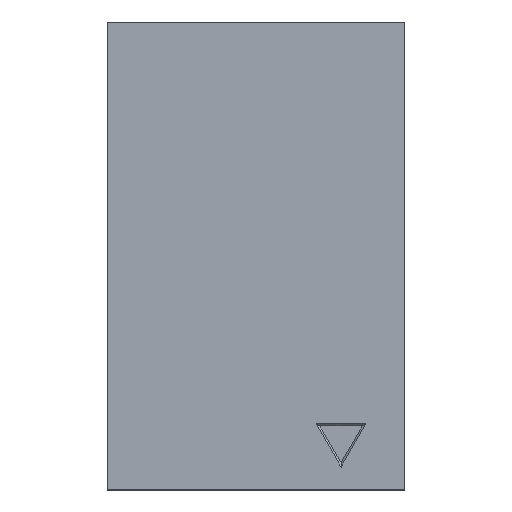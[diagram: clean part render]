
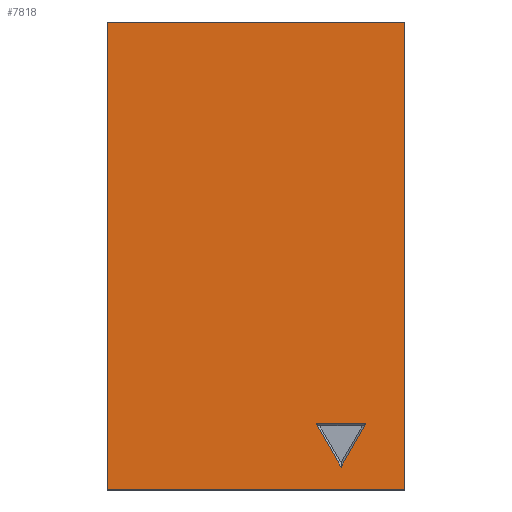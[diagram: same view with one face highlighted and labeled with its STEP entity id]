
A CAD part, top view. The second image highlights one B-rep face of the part: STEP entity #7818.
In plain terms, the highlighted planar face has unit normal (0, 0, 1).
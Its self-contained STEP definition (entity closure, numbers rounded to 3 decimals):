
#10 = EDGE_CURVE ( 'NONE', #2539, #1028, #1133, .T. ) ;
#78 = CARTESIAN_POINT ( 'NONE',  ( 0., 0., 0.375 ) ) ;
#347 = CARTESIAN_POINT ( 'NONE',  ( 0., 0.55, 0.375 ) ) ;
#688 = CARTESIAN_POINT ( 'NONE',  ( -0.35, -0.55, 0.375 ) ) ;
#824 = CARTESIAN_POINT ( 'NONE',  ( -0.35, 0.55, 0.375 ) ) ;
#996 = AXIS2_PLACEMENT_3D ( 'NONE', #78, #4840, #2158 ) ;
#1028 = VERTEX_POINT ( 'NONE', #1063 ) ;
#1063 = CARTESIAN_POINT ( 'NONE',  ( 0.141, -0.395, 0.375 ) ) ;
#1133 = LINE ( 'NONE', #5849, #3948 ) ;
#1172 = CARTESIAN_POINT ( 'NONE',  ( 0.141, -0.395, 0.375 ) ) ;
#1261 = VERTEX_POINT ( 'NONE', #824 ) ;
#1502 = CARTESIAN_POINT ( 'NONE',  ( 0.2, -0.497, 0.375 ) ) ;
#1549 = DIRECTION ( 'NONE',  ( 0.5, 0.866, 0. ) ) ;
#1855 = ORIENTED_EDGE ( 'NONE', *, *, #5180, .F. ) ;
#1864 = EDGE_CURVE ( 'NONE', #6776, #3146, #5345, .T. ) ;
#1940 = CARTESIAN_POINT ( 'NONE',  ( 0.35, 0., 0.375 ) ) ;
#2135 = CARTESIAN_POINT ( 'NONE',  ( -0.35, 0., 0.375 ) ) ;
#2158 = DIRECTION ( 'NONE',  ( -1., 0., 0. ) ) ;
#2261 = EDGE_CURVE ( 'NONE', #1261, #6776, #3761, .T. ) ;
#2539 = VERTEX_POINT ( 'NONE', #4065 ) ;
#2930 = LINE ( 'NONE', #1502, #7290 ) ;
#2977 = EDGE_CURVE ( 'NONE', #3146, #3100, #3155, .T. ) ;
#3056 = ORIENTED_EDGE ( 'NONE', *, *, #7675, .F. ) ;
#3100 = VERTEX_POINT ( 'NONE', #688 ) ;
#3146 = VERTEX_POINT ( 'NONE', #4881 ) ;
#3155 = LINE ( 'NONE', #3352, #3500 ) ;
#3352 = CARTESIAN_POINT ( 'NONE',  ( 0., -0.55, 0.375 ) ) ;
#3409 = CARTESIAN_POINT ( 'NONE',  ( 0.2, -0.497, 0.375 ) ) ;
#3500 = VECTOR ( 'NONE', #4554, 1000. ) ;
#3761 = LINE ( 'NONE', #347, #7979 ) ;
#3948 = VECTOR ( 'NONE', #5891, 1000. ) ;
#4061 = ORIENTED_EDGE ( 'NONE', *, *, #2977, .F. ) ;
#4065 = CARTESIAN_POINT ( 'NONE',  ( 0.259, -0.395, 0.375 ) ) ;
#4444 = VECTOR ( 'NONE', #6486, 1000. ) ;
#4552 = CARTESIAN_POINT ( 'NONE',  ( 0.35, 0.55, 0.375 ) ) ;
#4554 = DIRECTION ( 'NONE',  ( -1., 0., 0. ) ) ;
#4791 = VERTEX_POINT ( 'NONE', #3409 ) ;
#4840 = DIRECTION ( 'NONE',  ( 0., 0., -1. ) ) ;
#4881 = CARTESIAN_POINT ( 'NONE',  ( 0.35, -0.55, 0.375 ) ) ;
#4892 = VECTOR ( 'NONE', #5967, 1000. ) ;
#5180 = EDGE_CURVE ( 'NONE', #1028, #4791, #5923, .T. ) ;
#5345 = LINE ( 'NONE', #1940, #7238 ) ;
#5394 = FACE_OUTER_BOUND ( 'NONE', #5722, .T. ) ;
#5444 = FACE_BOUND ( 'NONE', #5629, .T. ) ;
#5629 = EDGE_LOOP ( 'NONE', ( #5916, #7973, #1855 ) ) ;
#5659 = ORIENTED_EDGE ( 'NONE', *, *, #1864, .F. ) ;
#5722 = EDGE_LOOP ( 'NONE', ( #4061, #5659, #8359, #3056 ) ) ;
#5849 = CARTESIAN_POINT ( 'NONE',  ( 0., -0.395, 0.375 ) ) ;
#5891 = DIRECTION ( 'NONE',  ( -1., 0., 0. ) ) ;
#5916 = ORIENTED_EDGE ( 'NONE', *, *, #10, .F. ) ;
#5923 = LINE ( 'NONE', #1172, #4892 ) ;
#5967 = DIRECTION ( 'NONE',  ( 0.5, -0.866, 0. ) ) ;
#6486 = DIRECTION ( 'NONE',  ( 0., 1., 0. ) ) ;
#6776 = VERTEX_POINT ( 'NONE', #4552 ) ;
#7108 = DIRECTION ( 'NONE',  ( 1., 0., 0. ) ) ;
#7238 = VECTOR ( 'NONE', #7382, 1000. ) ;
#7290 = VECTOR ( 'NONE', #1549, 1000. ) ;
#7382 = DIRECTION ( 'NONE',  ( 0., -1., 0. ) ) ;
#7675 = EDGE_CURVE ( 'NONE', #3100, #1261, #8501, .T. ) ;
#7818 = ADVANCED_FACE ( 'NONE', ( #5394, #5444 ), #8126, .F. ) ;
#7973 = ORIENTED_EDGE ( 'NONE', *, *, #8192, .F. ) ;
#7979 = VECTOR ( 'NONE', #7108, 1000. ) ;
#8126 = PLANE ( 'NONE',  #996 ) ;
#8192 = EDGE_CURVE ( 'NONE', #4791, #2539, #2930, .T. ) ;
#8359 = ORIENTED_EDGE ( 'NONE', *, *, #2261, .F. ) ;
#8501 = LINE ( 'NONE', #2135, #4444 ) ;
